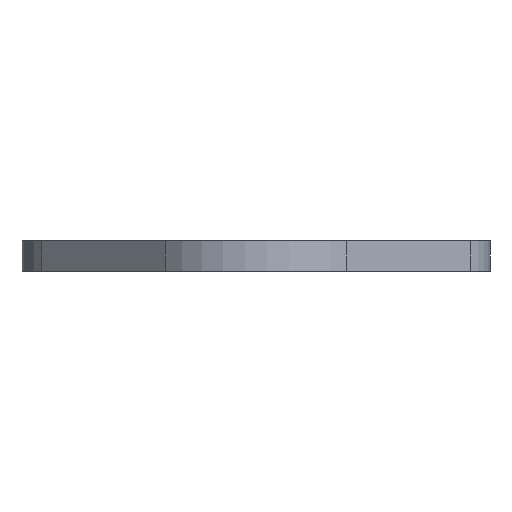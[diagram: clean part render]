
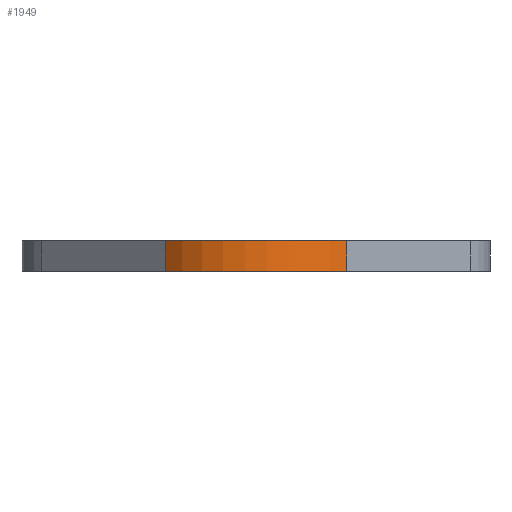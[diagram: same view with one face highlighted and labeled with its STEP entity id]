
A CAD part, left-side view. The second image highlights one B-rep face of the part: STEP entity #1949.
In plain terms, the highlighted cylindrical face has radius 12.5 mm (diameter 25 mm), a partial arc.
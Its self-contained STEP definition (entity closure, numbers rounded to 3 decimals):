
#79=FACE_OUTER_BOUND('',#182,.T.);
#182=EDGE_LOOP('',(#1320,#1321,#1322,#1323));
#309=LINE('',#3016,#482);
#310=LINE('',#3019,#483);
#482=VECTOR('',#2377,12.5);
#483=VECTOR('',#2380,12.5);
#645=CIRCLE('',#2083,12.5);
#646=CIRCLE('',#2084,12.5);
#787=VERTEX_POINT('',#3012);
#788=VERTEX_POINT('',#3013);
#789=VERTEX_POINT('',#3015);
#790=VERTEX_POINT('',#3017);
#1003=EDGE_CURVE('',#787,#788,#645,.T.);
#1004=EDGE_CURVE('',#788,#789,#309,.T.);
#1005=EDGE_CURVE('',#789,#790,#646,.T.);
#1006=EDGE_CURVE('',#790,#787,#310,.T.);
#1320=ORIENTED_EDGE('',*,*,#1003,.T.);
#1321=ORIENTED_EDGE('',*,*,#1004,.T.);
#1322=ORIENTED_EDGE('',*,*,#1005,.T.);
#1323=ORIENTED_EDGE('',*,*,#1006,.T.);
#1878=CYLINDRICAL_SURFACE('',#2082,12.5);
#1949=ADVANCED_FACE('',(#79),#1878,.T.);
#2082=AXIS2_PLACEMENT_3D('',#3011,#2373,#2374);
#2083=AXIS2_PLACEMENT_3D('',#3014,#2375,#2376);
#2084=AXIS2_PLACEMENT_3D('',#3018,#2378,#2379);
#2373=DIRECTION('center_axis',(0.,0.,1.));
#2374=DIRECTION('ref_axis',(-0.707,0.707,0.));
#2375=DIRECTION('center_axis',(0.,0.,1.));
#2376=DIRECTION('ref_axis',(-0.707,0.707,0.));
#2377=DIRECTION('',(0.,0.,1.));
#2378=DIRECTION('center_axis',(0.,0.,-1.));
#2379=DIRECTION('ref_axis',(-0.707,0.707,0.));
#2380=DIRECTION('',(0.,0.,-1.));
#3011=CARTESIAN_POINT('Origin',(-24.045,-0.003,
0.));
#3012=CARTESIAN_POINT('',(-32.884,8.835,0.));
#3013=CARTESIAN_POINT('',(-32.884,-8.842,0.));
#3014=CARTESIAN_POINT('Origin',(-24.045,-0.003,
0.));
#3015=CARTESIAN_POINT('',(-32.884,-8.842,3.));
#3016=CARTESIAN_POINT('',(-32.884,-8.842,0.));
#3017=CARTESIAN_POINT('',(-32.884,8.835,3.));
#3018=CARTESIAN_POINT('Origin',(-24.045,-0.003,
3.));
#3019=CARTESIAN_POINT('',(-32.884,8.835,0.));
